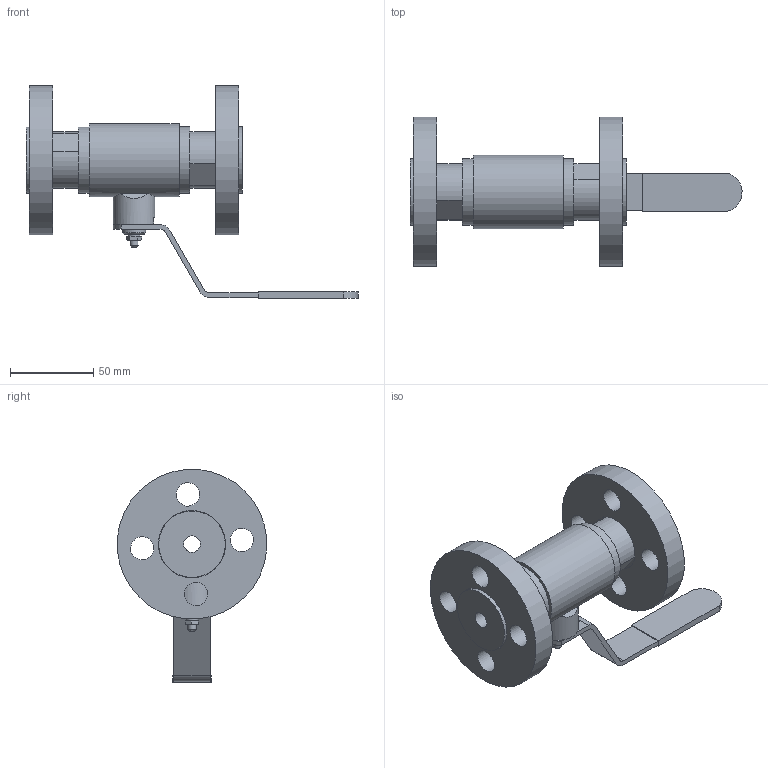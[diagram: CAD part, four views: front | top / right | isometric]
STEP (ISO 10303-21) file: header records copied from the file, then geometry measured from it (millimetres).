
FILE_DESCRIPTION(('STEP AP203'), '1');
FILE_NAME('扰鳧 _ 埡39.110.010.000', '', ('UNSPECIFIED'), ('UNSPECIFIED'), 'ASCON STEP Converter 1.6', 'ASCON Math Kernel', '');
FILE_SCHEMA(('CONFIG_CONTROL_DESIGN'));
Length unit declared in the file: millimetre
Products named in the file (1): 埡39.110.010.000
Bounding box: 199.53 x 89.69 x 127.97 mm (x, y, z)
Volume: 211900.3 mm3; surface area: 85481.6 mm2
Topology: 3 solids, 4 shells, 246 faces, 554 edges, 351 vertices
Faces by surface type: plane 123, cylinder 88, cone 28, torus 6, sphere 1
Full cylindrical faces by diameter (mm): 3.8 x1, 5 x1, 5.5 x1, 7.8 x1, 10 x3, 11 x5, 13.999 x1, 14 x9, 14.5 x1, 15 x4, 16 x1, 17 x4, 18 x1, 24 x2, 25 x1, 26 x2, 30 x1, 30.8 x2, 33 x6, 33.7 x2, 38 x4, 40 x4, 40.5 x2, 44 x1, 90 x2
Entity records: 9476 total; most frequent: CARTESIAN_POINT 2118, DIRECTION 1170, ORIENTED_EDGE 924, AXIS2_PLACEMENT_3D 507, EDGE_CURVE 462, EDGE_LOOP 407, VERTEX_POINT 351, CIRCLE 260
